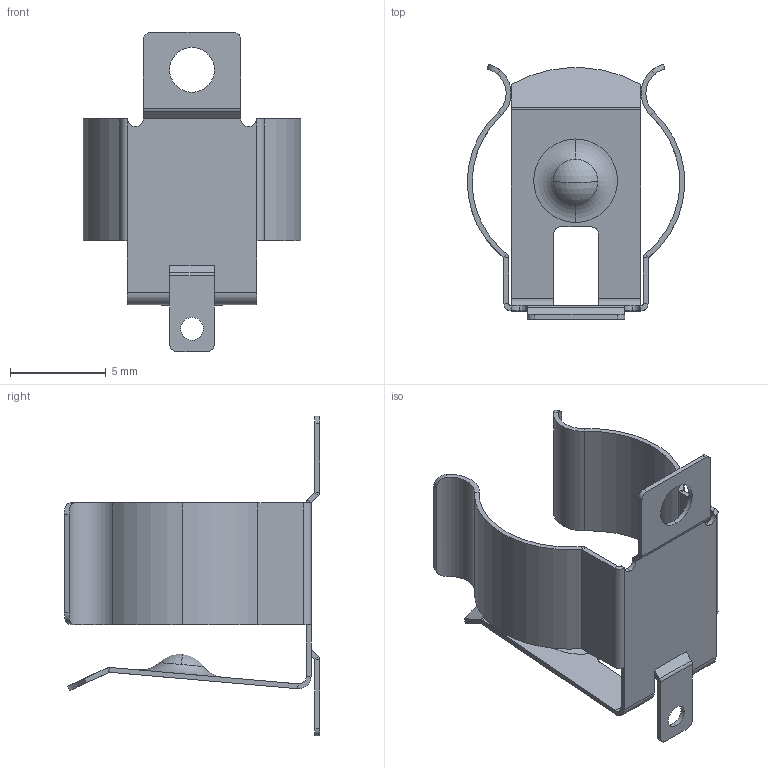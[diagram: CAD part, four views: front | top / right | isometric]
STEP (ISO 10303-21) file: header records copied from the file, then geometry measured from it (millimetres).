
FILE_DESCRIPTION (( 'STEP AP214' ), '1' );
FILE_NAME ('55.STEP', '2008-08-20T12:44:31', ( 'Richard Maletta' ), ( '' ), 'SwSTEP 2.0', 'SolidWorks 2008', '' );
FILE_SCHEMA (( 'AUTOMOTIVE_DESIGN' ));
Length unit declared in the file: inch
Products named in the file (1): 55
Bounding box: 11.34 x 13.32 x 16.66 mm (x, y, z)
Volume: 88.2 mm3; surface area: 734.9 mm2
Topology: 1 solids, 1 shells, 133 faces, 299 edges, 168 vertices
Faces by surface type: plane 78, cylinder 41, bspline 6, torus 4, sphere 4
Entity records: 3912 total; most frequent: CARTESIAN_POINT 927, DIRECTION 641, ORIENTED_EDGE 598, EDGE_CURVE 299, AXIS2_PLACEMENT_3D 230, LINE 181, VECTOR 181, VERTEX_POINT 168
